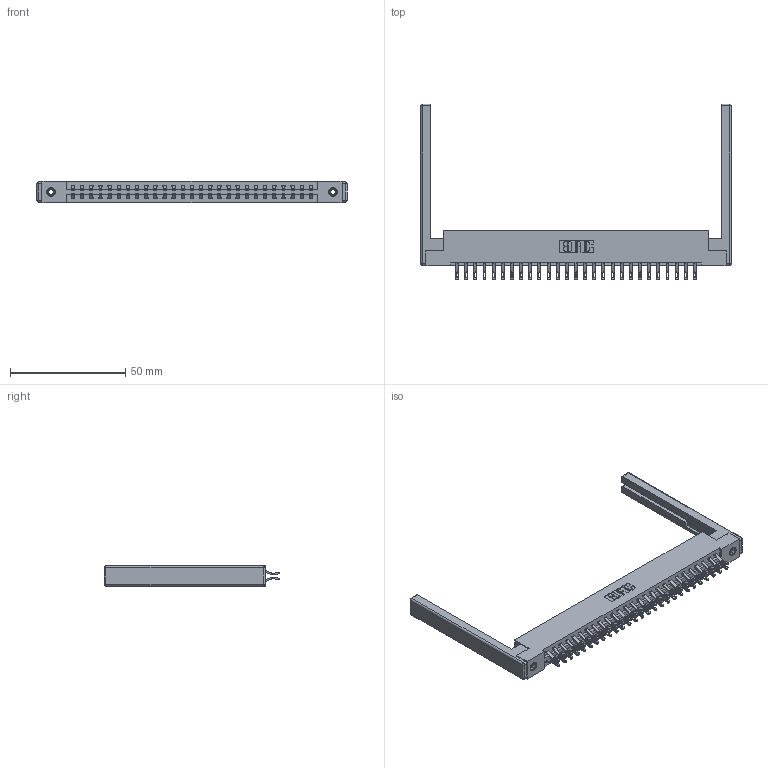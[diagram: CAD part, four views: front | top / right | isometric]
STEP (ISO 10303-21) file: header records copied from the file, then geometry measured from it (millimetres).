
FILE_DESCRIPTION (( 'STEP AP203' ), '1' );
FILE_NAME ('387-054-555-268.STEP', '2019-10-19T05:27:31', ( '' ), ( '' ), 'SwSTEP 2.0', 'SolidWorks 2016', '' );
FILE_SCHEMA (( 'CONFIG_CONTROL_DESIGN' ));
Length unit declared in the file: inch
Products named in the file (5): 337 Part_Flush Mounting Lugs - 0.156 Dia-TI; 345-250-001_345-250-001-102; 387-054-555-268; 345-292-001_555 Tail; 307-220-068
Assembly tree (59 placements, depth 2):
  387-054-555-268
    337 Part_Flush Mounting Lugs - 0.156 Dia-TI
    345-292-001_555 Tail  x54
    345-250-001_345-250-001-102  x2
    307-220-068  x2
Bounding box: 134.42 x 76.21 x 9.4 mm (x, y, z)
Volume: 18507.7 mm3; surface area: 20444.9 mm2
Topology: 59 solids, 59 shells, 3508 faces, 10907 edges, 7250 vertices
Faces by surface type: plane 2102, cylinder 1382, cone 12, sphere 8, torus 4
Entity records: 25960 total; most frequent: CARTESIAN_POINT 4385, ORIENTED_EDGE 4280, DIRECTION 3798, EDGE_CURVE 2140, VECTOR 1942, LINE 1942, VERTEX_POINT 1418, AXIS2_PLACEMENT_3D 928
